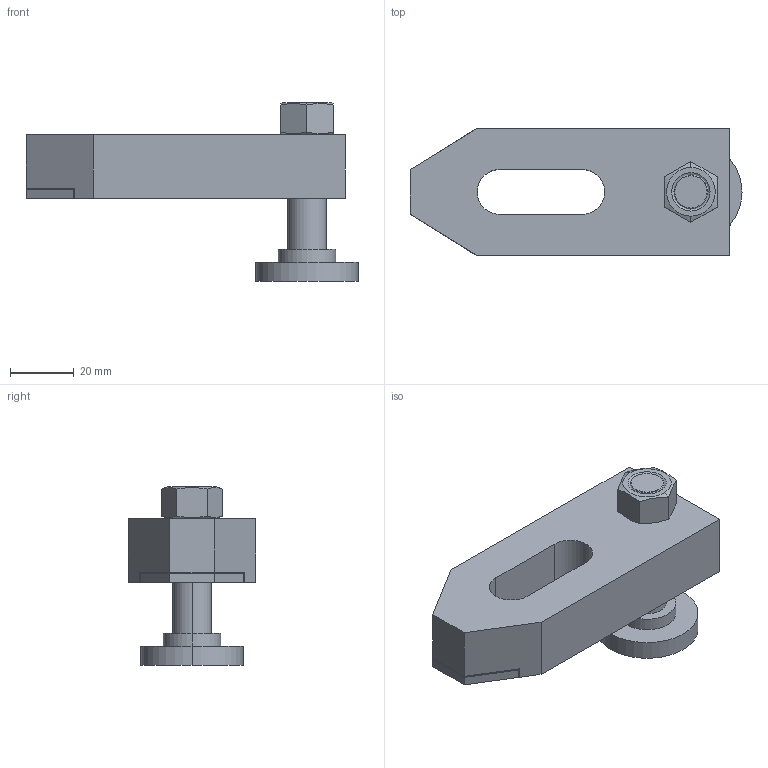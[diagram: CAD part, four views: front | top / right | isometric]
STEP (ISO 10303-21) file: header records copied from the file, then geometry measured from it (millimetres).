
FILE_DESCRIPTION(('STEP AP214'),'1');
FILE_NAME(' ',' ',('TraceParts'),('TraceParts S.A.'),'XStep 1.0',' ',' ');
FILE_SCHEMA(('automotive_design'));
Length unit declared in the file: millimetre
Products named in the file (3): 1; 2; 3
Bounding box: 104 x 40 x 56 mm (x, y, z)
Volume: 75060.5 mm3; surface area: 19351.9 mm2
Topology: 3 solids, 3 shells, 66 faces, 162 edges, 104 vertices
Faces by surface type: plane 42, cylinder 12, cone 12
Entity records: 3854 total; most frequent: CARTESIAN_POINT 359, STYLED_ITEM 335, PRESENTATION_STYLE_ASSIGNMENT 335, COLOUR_RGB 335, DIRECTION 324, ORIENTED_EDGE 324, EDGE_CURVE 162, CURVE_STYLE 162
